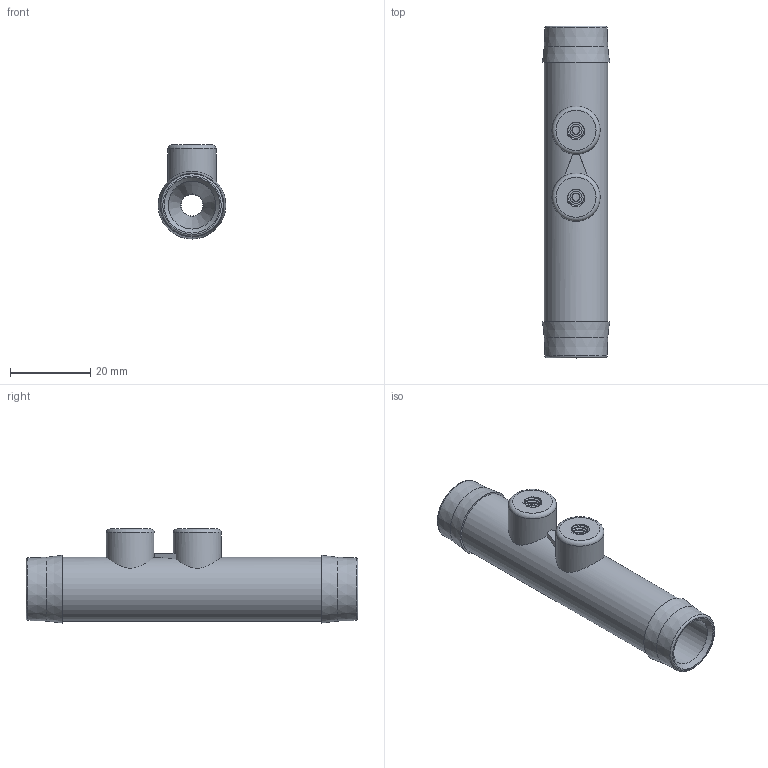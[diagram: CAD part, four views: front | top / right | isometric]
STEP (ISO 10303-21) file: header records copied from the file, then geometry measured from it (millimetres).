
FILE_DESCRIPTION(/* description */ (''),/* implementation_level */ '2;1');
FILE_NAME(/* name */ '[Flow Measurement Venturi - 10-32 Style] v3.step',/* time_stamp */ '2020-05-09T19:17:22-07:00',/* author */ (''),/* organization */ (''),/* preprocessor_version */ 'ST-DEVELOPER v18.1',/* originating_system */ 'Autodesk Translation Framework v9.2.0.1227',/* authorisation */ '');
FILE_SCHEMA (('AUTOMOTIVE_DESIGN { 1 0 10303 214 3 1 1 }'));
Length unit declared in the file: millimetre
Products named in the file (1): [Flow Measurement Venturi - 10-32 Style]
Bounding box: 16.88 x 82.66 x 23.44 mm (x, y, z)
Volume: 10607.9 mm3; surface area: 7969.2 mm2
Topology: 1 solids, 1 shells, 86 faces, 229 edges, 151 vertices
Faces by surface type: cylinder 58, plane 11, cone 7, torus 6, bspline 4
Full cylindrical faces by diameter (mm): 2 x2, 3 x2, 4.064 x18, 4.826 x20, 5.4 x1, 11.875 x2, 12 x2, 15.875 x1
Entity records: 5495 total; most frequent: CARTESIAN_POINT 3460, ORIENTED_EDGE 452, DIRECTION 353, EDGE_CURVE 226, VERTEX_POINT 151, AXIS2_PLACEMENT_3D 144, EDGE_LOOP 101, B_SPLINE_CURVE_WITH_KNOTS 100
